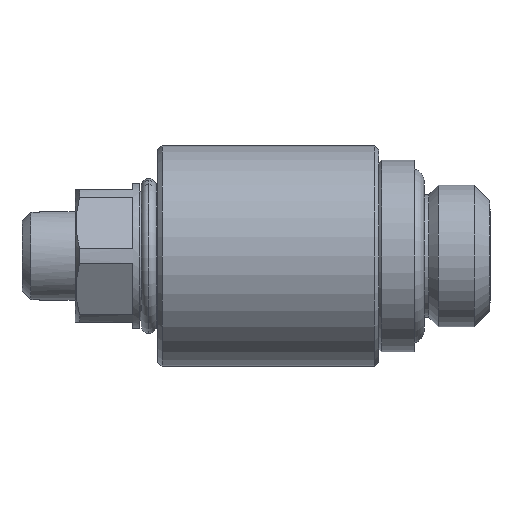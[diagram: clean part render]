
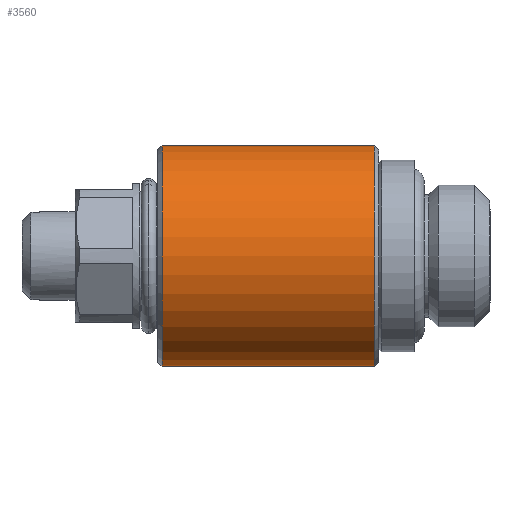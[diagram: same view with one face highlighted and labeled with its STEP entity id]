
A CAD part, left-side view. The second image highlights one B-rep face of the part: STEP entity #3560.
In plain terms, the highlighted cylindrical face has radius 7.5 mm (diameter 15 mm), a partial arc.
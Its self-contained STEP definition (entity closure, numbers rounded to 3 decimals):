
#1565 = CARTESIAN_POINT ( 'NONE',  ( 0., 8.2, 7.5 ) ) ;
#1825 = DIRECTION ( 'NONE',  ( 0., -1., 0. ) ) ;
#1826 = VECTOR ( 'NONE', #1825, 1000. ) ;
#1827 = CARTESIAN_POINT ( 'NONE',  ( 0., 5.519, -7.5 ) ) ;
#1828 = LINE ( 'NONE', #1827, #1826 ) ;
#1905 = CARTESIAN_POINT ( 'NONE',  ( 0., 8.2, -7.5 ) ) ;
#1987 = CARTESIAN_POINT ( 'NONE',  ( 0., 22.6, -7.5 ) ) ;
#2077 = DIRECTION ( 'NONE',  ( 0., -1., 0. ) ) ;
#2078 = VECTOR ( 'NONE', #2077, 1000. ) ;
#2079 = CARTESIAN_POINT ( 'NONE',  ( 0., 5.519, 7.5 ) ) ;
#2080 = LINE ( 'NONE', #2079, #2078 ) ;
#2528 = CYLINDRICAL_SURFACE ( 'NONE', #2583, 7.5 ) ;
#2529 = FACE_OUTER_BOUND ( 'NONE', #3561, .T. ) ;
#2570 = DIRECTION ( 'NONE',  ( 0., 0., -1. ) ) ;
#2571 = DIRECTION ( 'NONE',  ( 0., -1., 0. ) ) ;
#2572 = CARTESIAN_POINT ( 'NONE',  ( 0., 8.2, 0. ) ) ;
#2573 = AXIS2_PLACEMENT_3D ( 'NONE', #2572, #2571, #2570 ) ;
#2574 = CIRCLE ( 'NONE', #2573, 7.5 ) ;
#2575 = DIRECTION ( 'NONE',  ( 0., 0., -1. ) ) ;
#2576 = DIRECTION ( 'NONE',  ( 0., -1., 0. ) ) ;
#2577 = CARTESIAN_POINT ( 'NONE',  ( 0., 22.6, 0. ) ) ;
#2578 = AXIS2_PLACEMENT_3D ( 'NONE', #2577, #2576, #2575 ) ;
#2579 = CIRCLE ( 'NONE', #2578, 7.5 ) ;
#2580 = DIRECTION ( 'NONE',  ( 0., 0., -1. ) ) ;
#2581 = DIRECTION ( 'NONE',  ( 0., -1., 0. ) ) ;
#2582 = CARTESIAN_POINT ( 'NONE',  ( 0., 5.519, 0. ) ) ;
#2583 = AXIS2_PLACEMENT_3D ( 'NONE', #2582, #2581, #2580 ) ;
#3134 = CARTESIAN_POINT ( 'NONE',  ( 0., 22.6, 7.5 ) ) ;
#3376 = VERTEX_POINT ( 'NONE', #1565 ) ;
#3391 = EDGE_CURVE ( 'NONE', #3627, #3376, #2080, .T. ) ;
#3397 = VERTEX_POINT ( 'NONE', #1987 ) ;
#3401 = EDGE_CURVE ( 'NONE', #3397, #3433, #1828, .T. ) ;
#3433 = VERTEX_POINT ( 'NONE', #1905 ) ;
#3560 = ADVANCED_FACE ( 'NONE', ( #2529 ), #2528, .T. ) ;
#3561 = EDGE_LOOP ( 'NONE', ( #3562, #3563, #3565, #3566 ) ) ;
#3562 = ORIENTED_EDGE ( 'NONE', *, *, #3391, .F. ) ;
#3563 = ORIENTED_EDGE ( 'NONE', *, *, #3564, .T. ) ;
#3564 = EDGE_CURVE ( 'NONE', #3627, #3397, #2579, .T. ) ;
#3565 = ORIENTED_EDGE ( 'NONE', *, *, #3401, .T. ) ;
#3566 = ORIENTED_EDGE ( 'NONE', *, *, #3567, .F. ) ;
#3567 = EDGE_CURVE ( 'NONE', #3376, #3433, #2574, .T. ) ;
#3627 = VERTEX_POINT ( 'NONE', #3134 ) ;
